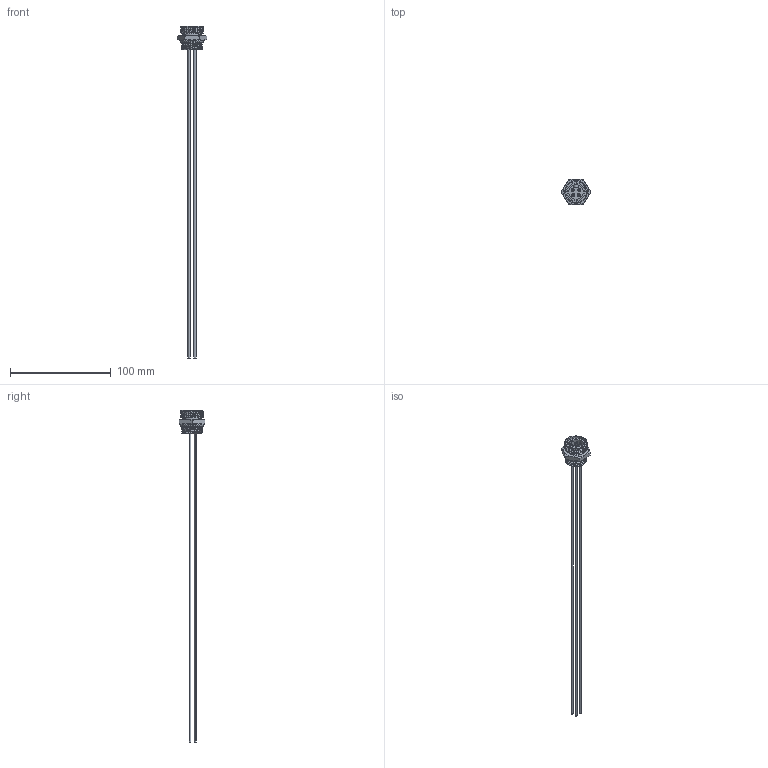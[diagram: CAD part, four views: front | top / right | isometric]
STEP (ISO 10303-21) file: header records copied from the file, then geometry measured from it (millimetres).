
FILE_DESCRIPTION((''),'2;1');
FILE_NAME('214917_ASM','2019-10-28T07:34:32',('pdmadmin'),('BANNER ENGINEERING'),'CREO PARAMETRIC BY PTC INC, 2018300','CREO PARAMETRIC BY PTC INC, 2018300','');
FILE_SCHEMA(('CONFIG_CONTROL_DESIGN'));
Length unit declared in the file: inch
Products named in the file (8): 08279; 08280; 08787; 08255_HSG; 08255_WIRE; 08255_ASM; 29320; 214917_ASM
Assembly tree (12 placements, depth 3):
  214917_ASM
    08255_ASM
      08279
      08280  x3
      08787
      08255_HSG
      08255_WIRE  x4
    29320
Bounding box: 29.33 x 25.4 x 330.36 mm (x, y, z)
Volume: 8757.5 mm3; surface area: 14859.7 mm2
Topology: 11 solids, 11 shells, 198 faces, 435 edges, 277 vertices
Faces by surface type: cylinder 97, plane 55, cone 18, bspline 12, sphere 12, torus 4
Entity records: 9299 total; most frequent: CARTESIAN_POINT 5752, DIRECTION 750, ORIENTED_EDGE 662, EDGE_CURVE 331, AXIS2_PLACEMENT_3D 318, VERTEX_POINT 215, EDGE_LOOP 174, CIRCLE 155
